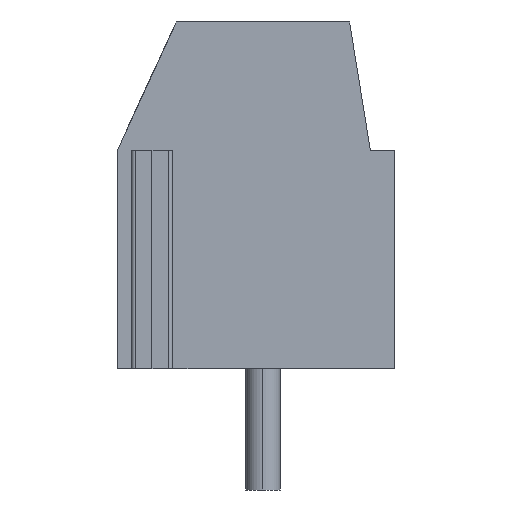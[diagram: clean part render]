
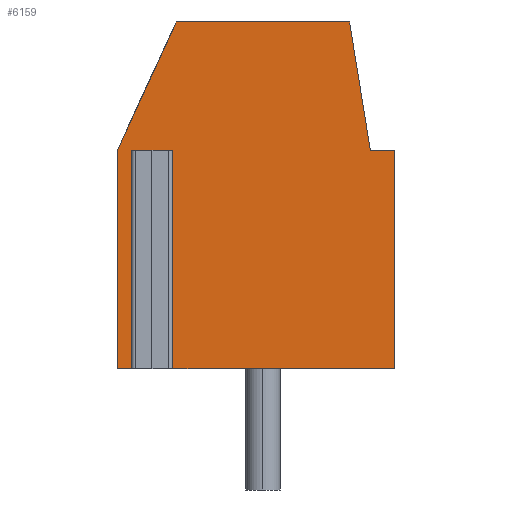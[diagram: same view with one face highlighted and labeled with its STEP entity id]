
A CAD part, left-side view. The second image highlights one B-rep face of the part: STEP entity #6159.
In plain terms, the highlighted planar face has unit normal (-1, 0, 0).
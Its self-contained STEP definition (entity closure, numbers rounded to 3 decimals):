
#6084=AXIS2_PLACEMENT_3D('Plane Axis2P3D',#6081,#6082,#6083) ;
#5599=CARTESIAN_POINT('Vertex',(0.6,-3.013,9.8)) ;
#5604=CARTESIAN_POINT('Line Origine',(0.6,-3.013,6.65)) ;
#5608=CARTESIAN_POINT('Vertex',(0.6,-3.013,3.5)) ;
#5850=CARTESIAN_POINT('Vertex',(0.6,3.287,13.5)) ;
#5853=CARTESIAN_POINT('Line Origine',(0.6,0.787,13.5)) ;
#5857=CARTESIAN_POINT('Vertex',(0.6,-1.713,13.5)) ;
#6027=CARTESIAN_POINT('Vertex',(0.6,-2.313,9.8)) ;
#6032=CARTESIAN_POINT('Line Origine',(0.6,-2.663,9.8)) ;
#6081=CARTESIAN_POINT('Axis2P3D Location',(0.6,0.787,3.5)) ;
#6086=CARTESIAN_POINT('Line Origine',(0.6,3.829,9.8)) ;
#6090=CARTESIAN_POINT('Vertex',(0.6,3.672,9.8)) ;
#6092=CARTESIAN_POINT('Vertex',(0.6,3.987,9.8)) ;
#6095=CARTESIAN_POINT('Line Origine',(0.6,3.672,6.65)) ;
#6099=CARTESIAN_POINT('Vertex',(0.6,3.672,3.5)) ;
#6102=CARTESIAN_POINT('Line Origine',(0.6,0.329,3.5)) ;
#6107=CARTESIAN_POINT('Line Origine',(0.6,-2.013,11.65)) ;
#6112=CARTESIAN_POINT('Line Origine',(0.6,4.137,11.65)) ;
#6116=CARTESIAN_POINT('Vertex',(0.6,4.987,9.8)) ;
#6119=CARTESIAN_POINT('Line Origine',(0.6,4.987,6.65)) ;
#6123=CARTESIAN_POINT('Vertex',(0.6,4.987,3.5)) ;
#6126=CARTESIAN_POINT('Line Origine',(0.6,4.644,3.5)) ;
#6130=CARTESIAN_POINT('Vertex',(0.6,4.302,3.5)) ;
#6133=CARTESIAN_POINT('Line Origine',(0.6,4.302,6.65)) ;
#6137=CARTESIAN_POINT('Vertex',(0.6,4.302,9.8)) ;
#6140=CARTESIAN_POINT('Line Origine',(0.6,4.144,9.8)) ;
#5605=DIRECTION('Vector Direction',(0.,0.,-1.)) ;
#5854=DIRECTION('Vector Direction',(0.,-1.,0.)) ;
#6033=DIRECTION('Vector Direction',(0.,-1.,0.)) ;
#6082=DIRECTION('Axis2P3D Direction',(1.,0.,0.)) ;
#6083=DIRECTION('Axis2P3D XDirection',(0.,0.,1.)) ;
#6087=DIRECTION('Vector Direction',(0.,1.,0.)) ;
#6096=DIRECTION('Vector Direction',(0.,0.,1.)) ;
#6103=DIRECTION('Vector Direction',(0.,1.,0.)) ;
#6108=DIRECTION('Vector Direction',(0.,0.16,0.987)) ;
#6113=DIRECTION('Vector Direction',(0.,-0.418,0.909)) ;
#6120=DIRECTION('Vector Direction',(0.,0.,1.)) ;
#6127=DIRECTION('Vector Direction',(0.,1.,0.)) ;
#6134=DIRECTION('Vector Direction',(0.,0.,1.)) ;
#6141=DIRECTION('Vector Direction',(0.,-1.,0.)) ;
#5606=VECTOR('Line Direction',#5605,1.) ;
#5855=VECTOR('Line Direction',#5854,1.) ;
#6034=VECTOR('Line Direction',#6033,1.) ;
#6088=VECTOR('Line Direction',#6087,1.) ;
#6097=VECTOR('Line Direction',#6096,1.) ;
#6104=VECTOR('Line Direction',#6103,1.) ;
#6109=VECTOR('Line Direction',#6108,1.) ;
#6114=VECTOR('Line Direction',#6113,1.) ;
#6121=VECTOR('Line Direction',#6120,1.) ;
#6128=VECTOR('Line Direction',#6127,1.) ;
#6135=VECTOR('Line Direction',#6134,1.) ;
#6142=VECTOR('Line Direction',#6141,1.) ;
#6146=ORIENTED_EDGE('',*,*,#6094,.F.) ;
#6147=ORIENTED_EDGE('',*,*,#6101,.F.) ;
#6148=ORIENTED_EDGE('',*,*,#6106,.F.) ;
#6149=ORIENTED_EDGE('',*,*,#5610,.F.) ;
#6150=ORIENTED_EDGE('',*,*,#6036,.F.) ;
#6151=ORIENTED_EDGE('',*,*,#6111,.F.) ;
#6152=ORIENTED_EDGE('',*,*,#5859,.F.) ;
#6153=ORIENTED_EDGE('',*,*,#6118,.F.) ;
#6154=ORIENTED_EDGE('',*,*,#6125,.F.) ;
#6155=ORIENTED_EDGE('',*,*,#6132,.F.) ;
#6156=ORIENTED_EDGE('',*,*,#6139,.T.) ;
#6157=ORIENTED_EDGE('',*,*,#6144,.F.) ;
#6159=ADVANCED_FACE('Housing-3',(#6158),#6085,.F.) ;
#5610=EDGE_CURVE('',#5600,#5609,#5607,.T.) ;
#5859=EDGE_CURVE('',#5851,#5858,#5856,.T.) ;
#6036=EDGE_CURVE('',#6028,#5600,#6035,.T.) ;
#6094=EDGE_CURVE('',#6091,#6093,#6089,.T.) ;
#6101=EDGE_CURVE('',#6100,#6091,#6098,.T.) ;
#6106=EDGE_CURVE('',#5609,#6100,#6105,.T.) ;
#6111=EDGE_CURVE('',#5858,#6028,#6110,.F.) ;
#6118=EDGE_CURVE('',#6117,#5851,#6115,.T.) ;
#6125=EDGE_CURVE('',#6124,#6117,#6122,.T.) ;
#6132=EDGE_CURVE('',#6131,#6124,#6129,.T.) ;
#6139=EDGE_CURVE('',#6131,#6138,#6136,.T.) ;
#6144=EDGE_CURVE('',#6093,#6138,#6143,.F.) ;
#6145=EDGE_LOOP('',(#6146,#6147,#6148,#6149,#6150,#6151,#6152,#6153,#6154,#6155,#6156,#6157)) ;
#6158=FACE_OUTER_BOUND('',#6145,.T.) ;
#5607=LINE('Line',#5604,#5606) ;
#5856=LINE('Line',#5853,#5855) ;
#6035=LINE('Line',#6032,#6034) ;
#6089=LINE('Line',#6086,#6088) ;
#6098=LINE('Line',#6095,#6097) ;
#6105=LINE('Line',#6102,#6104) ;
#6110=LINE('Line',#6107,#6109) ;
#6115=LINE('Line',#6112,#6114) ;
#6122=LINE('Line',#6119,#6121) ;
#6129=LINE('Line',#6126,#6128) ;
#6136=LINE('Line',#6133,#6135) ;
#6143=LINE('Line',#6140,#6142) ;
#6085=PLANE('',#6084) ;
#5600=VERTEX_POINT('',#5599) ;
#5609=VERTEX_POINT('',#5608) ;
#5851=VERTEX_POINT('',#5850) ;
#5858=VERTEX_POINT('',#5857) ;
#6028=VERTEX_POINT('',#6027) ;
#6091=VERTEX_POINT('',#6090) ;
#6093=VERTEX_POINT('',#6092) ;
#6100=VERTEX_POINT('',#6099) ;
#6117=VERTEX_POINT('',#6116) ;
#6124=VERTEX_POINT('',#6123) ;
#6131=VERTEX_POINT('',#6130) ;
#6138=VERTEX_POINT('',#6137) ;
